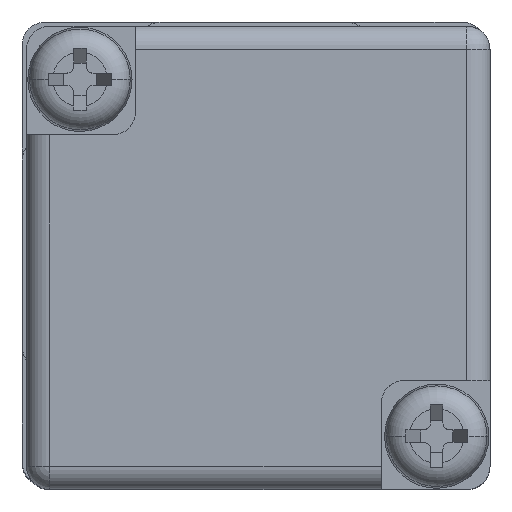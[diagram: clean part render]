
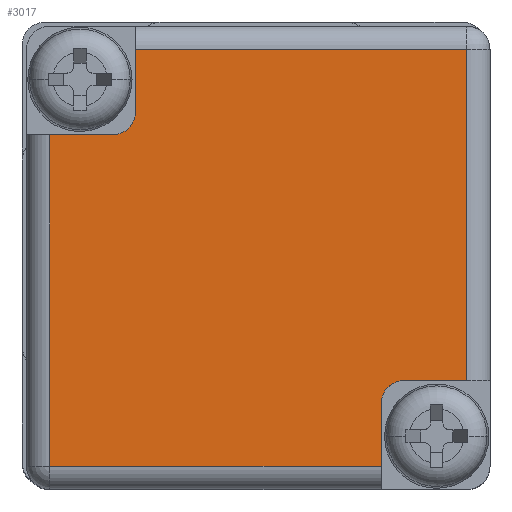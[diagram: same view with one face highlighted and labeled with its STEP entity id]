
A CAD part, top view. The second image highlights one B-rep face of the part: STEP entity #3017.
In plain terms, the highlighted face is planar.
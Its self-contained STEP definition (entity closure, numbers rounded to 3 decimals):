
#24 = VECTOR ( 'NONE', #4087, 1000. ) ;
#83 = DIRECTION ( 'NONE',  ( 1., 0., 0. ) ) ;
#95 = CARTESIAN_POINT ( 'NONE',  ( -6.3, -6.3, 0. ) ) ;
#201 = VECTOR ( 'NONE', #2757, 1000. ) ;
#349 = CARTESIAN_POINT ( 'NONE',  ( 5.3, 10., 0. ) ) ;
#386 = CARTESIAN_POINT ( 'NONE',  ( 0., 9., 0. ) ) ;
#388 = CARTESIAN_POINT ( 'NONE',  ( 9., -9., 0. ) ) ;
#448 = EDGE_LOOP ( 'NONE', ( #3031, #4529, #2944, #3201, #2140, #1336, #3537, #1257, #4136, #3304 ) ) ;
#514 = VERTEX_POINT ( 'NONE', #1956 ) ;
#521 = EDGE_CURVE ( 'NONE', #1040, #793, #4165, .T. ) ;
#527 = EDGE_CURVE ( 'NONE', #1690, #1040, #910, .T. ) ;
#536 = VECTOR ( 'NONE', #4726, 1000. ) ;
#735 = CARTESIAN_POINT ( 'NONE',  ( 0., -9., 0. ) ) ;
#793 = VERTEX_POINT ( 'NONE', #3273 ) ;
#801 = DIRECTION ( 'NONE',  ( 0., 1., 0. ) ) ;
#910 = LINE ( 'NONE', #3206, #201 ) ;
#1040 = VERTEX_POINT ( 'NONE', #3155 ) ;
#1078 = CARTESIAN_POINT ( 'NONE',  ( 10., 5.3, 0. ) ) ;
#1192 = DIRECTION ( 'NONE',  ( 0., -1., 0. ) ) ;
#1247 = EDGE_CURVE ( 'NONE', #3219, #793, #4180, .T. ) ;
#1257 = ORIENTED_EDGE ( 'NONE', *, *, #1247, .F. ) ;
#1327 = DIRECTION ( 'NONE',  ( 0., 0., 1. ) ) ;
#1329 = DIRECTION ( 'NONE',  ( 1., 0., 0. ) ) ;
#1336 = ORIENTED_EDGE ( 'NONE', *, *, #527, .T. ) ;
#1603 = DIRECTION ( 'NONE',  ( 0., 0., 1. ) ) ;
#1659 = DIRECTION ( 'NONE',  ( 1., 0., 0. ) ) ;
#1665 = EDGE_CURVE ( 'NONE', #2616, #3930, #3215, .T. ) ;
#1690 = VERTEX_POINT ( 'NONE', #2987 ) ;
#1908 = AXIS2_PLACEMENT_3D ( 'NONE', #95, #1603, #2867 ) ;
#1956 = CARTESIAN_POINT ( 'NONE',  ( 6.3, 5.3, 0. ) ) ;
#2061 = PLANE ( 'NONE',  #3882 ) ;
#2078 = CARTESIAN_POINT ( 'NONE',  ( 5.3, 6.3, 0. ) ) ;
#2083 = EDGE_CURVE ( 'NONE', #1690, #4630, #3467, .T. ) ;
#2131 = VECTOR ( 'NONE', #4877, 1000. ) ;
#2140 = ORIENTED_EDGE ( 'NONE', *, *, #2083, .F. ) ;
#2171 = VERTEX_POINT ( 'NONE', #4690 ) ;
#2289 = CARTESIAN_POINT ( 'NONE',  ( -5.3, -6.3, 0. ) ) ;
#2484 = VECTOR ( 'NONE', #1659, 1000. ) ;
#2493 = CARTESIAN_POINT ( 'NONE',  ( -5.3, -10., 0. ) ) ;
#2616 = VERTEX_POINT ( 'NONE', #2289 ) ;
#2645 = CARTESIAN_POINT ( 'NONE',  ( -6.3, -5.3, 0. ) ) ;
#2709 = EDGE_CURVE ( 'NONE', #4062, #3930, #4103, .T. ) ;
#2757 = DIRECTION ( 'NONE',  ( 0., 1., 0. ) ) ;
#2835 = DIRECTION ( 'NONE',  ( 1., 0., 0. ) ) ;
#2867 = DIRECTION ( 'NONE',  ( 1., 0., 0. ) ) ;
#2944 = ORIENTED_EDGE ( 'NONE', *, *, #1665, .F. ) ;
#2987 = CARTESIAN_POINT ( 'NONE',  ( -9., -5.3, 0. ) ) ;
#3017 = ADVANCED_FACE ( 'NONE', ( #3953 ), #2061, .F. ) ;
#3031 = ORIENTED_EDGE ( 'NONE', *, *, #4626, .T. ) ;
#3155 = CARTESIAN_POINT ( 'NONE',  ( -9., 9., 0. ) ) ;
#3201 = ORIENTED_EDGE ( 'NONE', *, *, #3787, .T. ) ;
#3206 = CARTESIAN_POINT ( 'NONE',  ( -9., 0., 0. ) ) ;
#3215 = LINE ( 'NONE', #2493, #536 ) ;
#3219 = VERTEX_POINT ( 'NONE', #2078 ) ;
#3232 = CARTESIAN_POINT ( 'NONE',  ( 6.3, 6.3, 0. ) ) ;
#3273 = CARTESIAN_POINT ( 'NONE',  ( 5.3, 9., 0. ) ) ;
#3304 = ORIENTED_EDGE ( 'NONE', *, *, #4221, .F. ) ;
#3321 = LINE ( 'NONE', #1078, #24 ) ;
#3390 = VECTOR ( 'NONE', #83, 1000. ) ;
#3406 = VECTOR ( 'NONE', #1192, 1000. ) ;
#3467 = LINE ( 'NONE', #4580, #3390 ) ;
#3537 = ORIENTED_EDGE ( 'NONE', *, *, #521, .T. ) ;
#3585 = CARTESIAN_POINT ( 'NONE',  ( 0., 0., 0. ) ) ;
#3787 = EDGE_CURVE ( 'NONE', #2616, #4630, #4682, .T. ) ;
#3841 = EDGE_CURVE ( 'NONE', #3219, #514, #4208, .T. ) ;
#3882 = AXIS2_PLACEMENT_3D ( 'NONE', #3585, #4722, #1329 ) ;
#3891 = AXIS2_PLACEMENT_3D ( 'NONE', #3232, #1327, #2835 ) ;
#3930 = VERTEX_POINT ( 'NONE', #3999 ) ;
#3953 = FACE_OUTER_BOUND ( 'NONE', #448, .T. ) ;
#3999 = CARTESIAN_POINT ( 'NONE',  ( -5.3, -9., 0. ) ) ;
#4062 = VERTEX_POINT ( 'NONE', #388 ) ;
#4087 = DIRECTION ( 'NONE',  ( -1., 0., 0. ) ) ;
#4103 = LINE ( 'NONE', #735, #2131 ) ;
#4130 = CARTESIAN_POINT ( 'NONE',  ( 9., 0., 0. ) ) ;
#4136 = ORIENTED_EDGE ( 'NONE', *, *, #3841, .T. ) ;
#4165 = LINE ( 'NONE', #386, #2484 ) ;
#4180 = LINE ( 'NONE', #349, #4760 ) ;
#4208 = CIRCLE ( 'NONE', #3891, 1. ) ;
#4221 = EDGE_CURVE ( 'NONE', #2171, #514, #3321, .T. ) ;
#4529 = ORIENTED_EDGE ( 'NONE', *, *, #2709, .T. ) ;
#4571 = LINE ( 'NONE', #4130, #3406 ) ;
#4580 = CARTESIAN_POINT ( 'NONE',  ( -10., -5.3, 0. ) ) ;
#4626 = EDGE_CURVE ( 'NONE', #2171, #4062, #4571, .T. ) ;
#4630 = VERTEX_POINT ( 'NONE', #2645 ) ;
#4682 = CIRCLE ( 'NONE', #1908, 1. ) ;
#4690 = CARTESIAN_POINT ( 'NONE',  ( 9., 5.3, 0. ) ) ;
#4722 = DIRECTION ( 'NONE',  ( 0., 0., 1. ) ) ;
#4726 = DIRECTION ( 'NONE',  ( 0., -1., 0. ) ) ;
#4760 = VECTOR ( 'NONE', #801, 1000. ) ;
#4877 = DIRECTION ( 'NONE',  ( -1., 0., 0. ) ) ;
